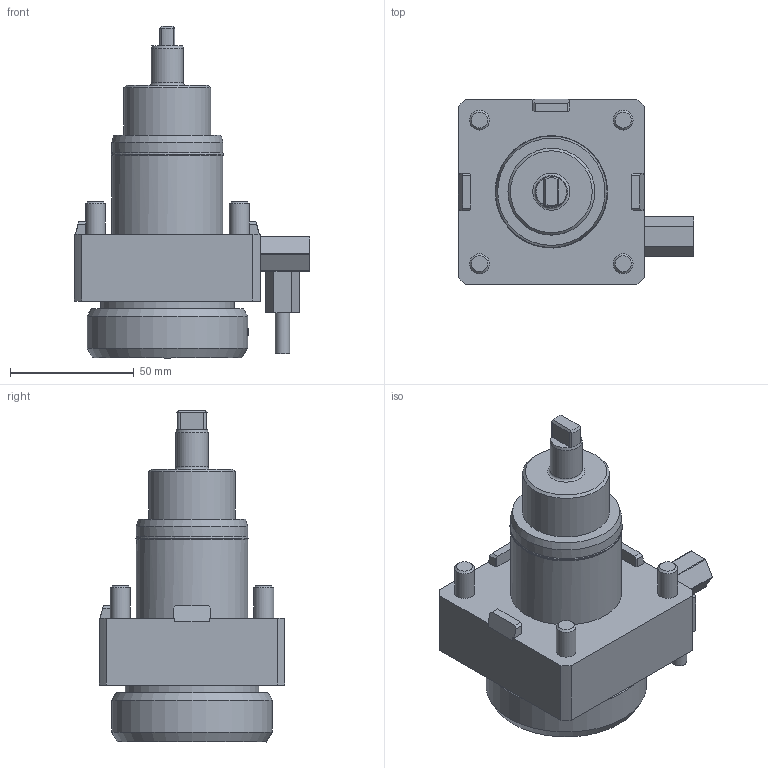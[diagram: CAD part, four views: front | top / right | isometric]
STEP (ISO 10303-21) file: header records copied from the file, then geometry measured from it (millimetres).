
FILE_DESCRIPTION(/* description */ (''),/* implementation_level */ '2;1');
FILE_NAME(/* name */ 'EWS_228274_DIN4003.stp',/* time_stamp */ '2024-03-01T10:38:10+01:00',/* author */ ('EWS'),/* organization */ (''),/* preprocessor_version */ 'ST-DEVELOPER v19.2',/* originating_system */ 'Autodesk Inventor 2023',/* authorisation */ '');
FILE_SCHEMA (('AUTOMOTIVE_DESIGN { 1 0 10303 214 3 1 1 }'));
Length unit declared in the file: millimetre
Products named in the file (1): EWS_228274_DIN4003
Bounding box: 94.9 x 75 x 134 mm (x, y, z)
Volume: 309781.9 mm3; surface area: 37980.5 mm2
Topology: 1 solids, 1 shells, 132 faces, 337 edges, 222 vertices
Faces by surface type: plane 84, cylinder 32, cone 13, torus 3
Full cylindrical faces by diameter (mm): 6 x1, 8 x4, 13 x1, 35 x1, 44.9 x2, 45.391 x1, 54 x1, 64.8 x1
Entity records: 4103 total; most frequent: CARTESIAN_POINT 779, DIRECTION 692, ORIENTED_EDGE 674, EDGE_CURVE 337, AXIS2_PLACEMENT_3D 233, LINE 226, VECTOR 226, VERTEX_POINT 222
